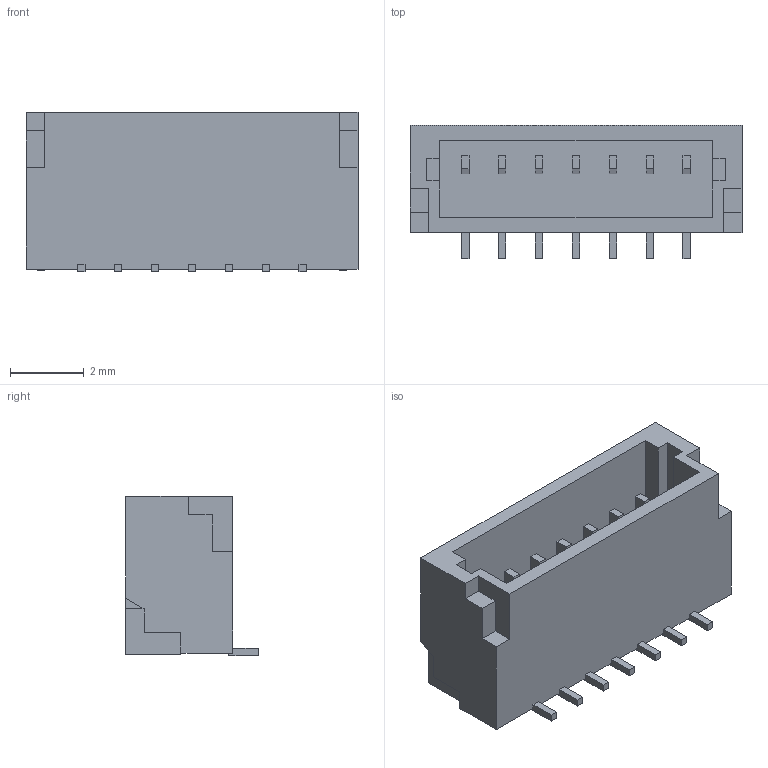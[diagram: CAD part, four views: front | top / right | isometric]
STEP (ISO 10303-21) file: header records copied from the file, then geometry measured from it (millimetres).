
FILE_DESCRIPTION(('FreeCAD Model'),'2;1');
FILE_NAME('BM07B-SRSS.step','2017-08-09T11:13:00',( 'kicad StepUp'),('ksu MCAD'),'Open CASCADE STEP processor 6.8', 'FreeCAD','Unknown');
FILE_SCHEMA(('AUTOMOTIVE_DESIGN_CC2 { 1 2 10303 214 -1 1 5 4 }'));
Length unit declared in the file: millimetre
Products named in the file (2): ASSEMBLY; BM07B-SRSS
Assembly tree (1 placements, depth 2):
  ASSEMBLY
    BM07B-SRSS
Bounding box: 9 x 3.6 x 4.32 mm (x, y, z)
Volume: 62.6 mm3; surface area: 233.3 mm2
Topology: 1 solids, 1 shells, 126 faces, 344 edges, 228 vertices
Faces by surface type: plane 126
Entity records: 4809 total; most frequent: CARTESIAN_POINT 700, ORIENTED_EDGE 688, DIRECTION 600, EDGE_CURVE 344, LINE 344, VECTOR 344, VERTEX_POINT 228, FACE_BOUND 134
